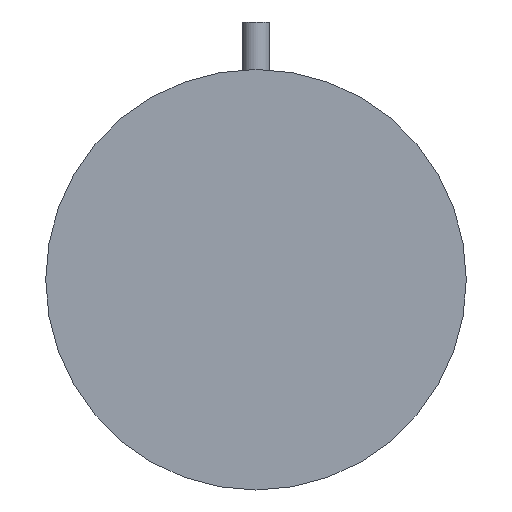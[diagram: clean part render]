
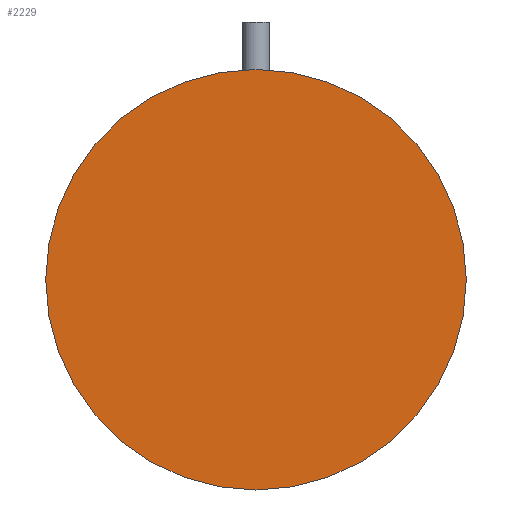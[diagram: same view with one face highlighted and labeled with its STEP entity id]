
A CAD part, front view. The second image highlights one B-rep face of the part: STEP entity #2229.
In plain terms, the highlighted planar face has unit normal (0, -1, 0).
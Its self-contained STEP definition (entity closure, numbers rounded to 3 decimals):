
#253=PLANE('',#2459);
#381=FACE_OUTER_BOUND('',#525,.T.);
#525=EDGE_LOOP('',(#2017,#2018));
#830=CIRCLE('',#2457,40.);
#831=CIRCLE('',#2458,40.);
#1049=VERTEX_POINT('',#9515);
#1050=VERTEX_POINT('',#9516);
#1375=EDGE_CURVE('',#1049,#1050,#830,.T.);
#1376=EDGE_CURVE('',#1050,#1049,#831,.T.);
#2017=ORIENTED_EDGE('',*,*,#1375,.T.);
#2018=ORIENTED_EDGE('',*,*,#1376,.T.);
#2229=ADVANCED_FACE('',(#381),#253,.T.);
#2457=AXIS2_PLACEMENT_3D('',#9517,#2971,#2972);
#2458=AXIS2_PLACEMENT_3D('',#9518,#2973,#2974);
#2459=AXIS2_PLACEMENT_3D('',#9520,#2976,#2977);
#2971=DIRECTION('center_axis',(0.,-1.,0.));
#2972=DIRECTION('ref_axis',(1.,0.,0.));
#2973=DIRECTION('center_axis',(0.,-1.,0.));
#2974=DIRECTION('ref_axis',(1.,0.,0.));
#2976=DIRECTION('center_axis',(0.,-1.,0.));
#2977=DIRECTION('ref_axis',(0.,0.,-1.));
#9515=CARTESIAN_POINT('',(40.,0.,0.));
#9516=CARTESIAN_POINT('',(-40.,0.,0.));
#9517=CARTESIAN_POINT('Origin',(0.,0.,
0.));
#9518=CARTESIAN_POINT('Origin',(0.,0.,
0.));
#9520=CARTESIAN_POINT('Origin',(0.,0.,0.));
